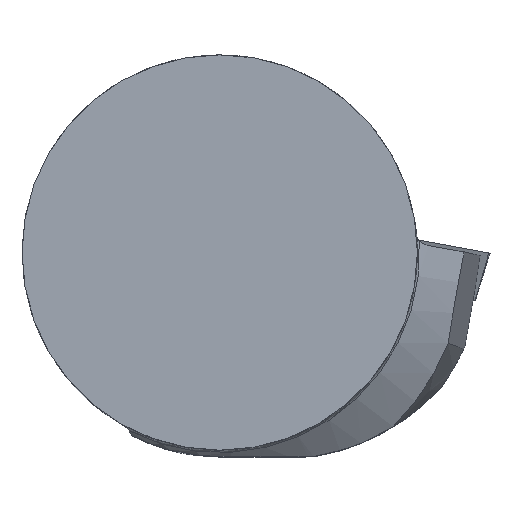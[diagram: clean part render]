
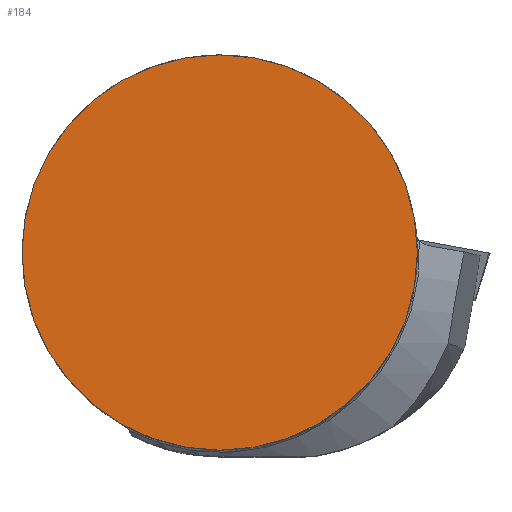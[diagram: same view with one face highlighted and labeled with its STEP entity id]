
A CAD part, top view. The second image highlights one B-rep face of the part: STEP entity #184.
In plain terms, the highlighted planar face has unit normal (0, 0, 1).
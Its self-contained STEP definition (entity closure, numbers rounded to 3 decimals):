
#155=CIRCLE('',#800,16.);
#184=ADVANCED_FACE('',(#239),#217,.F.);
#217=PLANE('',#809);
#239=FACE_OUTER_BOUND('',#268,.T.);
#268=EDGE_LOOP('',(#393));
#393=ORIENTED_EDGE('',*,*,#592,.T.);
#526=VERTEX_POINT('',#1200);
#592=EDGE_CURVE('',#526,#526,#155,.T.);
#800=AXIS2_PLACEMENT_3D('',#1199,#908,#909);
#809=AXIS2_PLACEMENT_3D('',#1336,#930,#931);
#908=DIRECTION('',(0.,0.,1.));
#909=DIRECTION('',(1.,0.,0.));
#930=DIRECTION('',(0.,0.,-1.));
#931=DIRECTION('',(-1.,0.,0.));
#1199=CARTESIAN_POINT('',(0.,0.,0.325));
#1200=CARTESIAN_POINT('',(16.,0.,0.325));
#1336=CARTESIAN_POINT('',(0.,0.,0.325));
